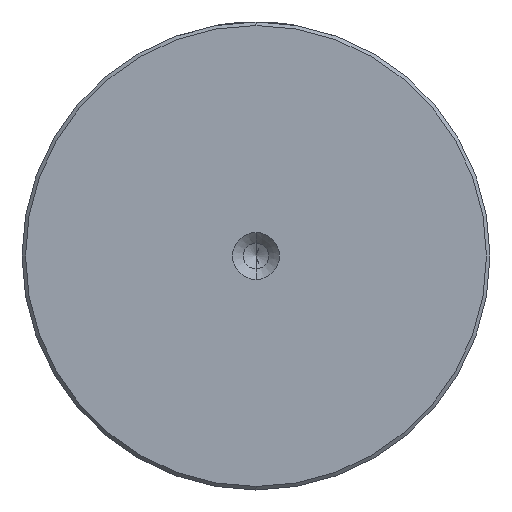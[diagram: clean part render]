
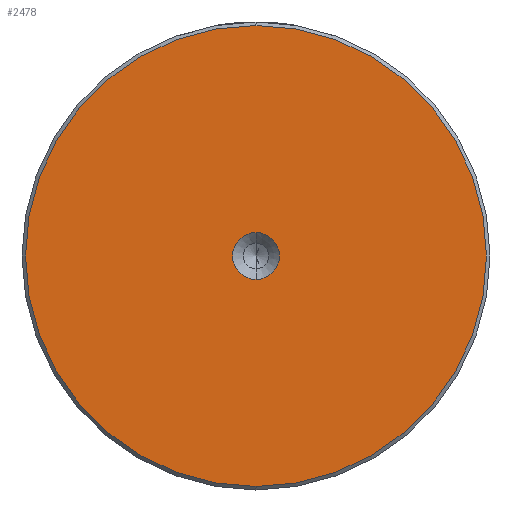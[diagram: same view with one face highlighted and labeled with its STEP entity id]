
A CAD part, left-side view. The second image highlights one B-rep face of the part: STEP entity #2478.
In plain terms, the highlighted planar face has unit normal (-1, 0, 0).
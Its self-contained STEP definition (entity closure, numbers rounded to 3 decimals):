
#64 = DIRECTION ( 'NONE',  ( -1., 0., 0. ) ) ;
#99 = AXIS2_PLACEMENT_3D ( 'NONE', #779, #2142, #974 ) ;
#118 = ORIENTED_EDGE ( 'NONE', *, *, #1425, .T. ) ;
#190 = DIRECTION ( 'NONE',  ( -1., 0., 0. ) ) ;
#194 = AXIS2_PLACEMENT_3D ( 'NONE', #1827, #64, #1452 ) ;
#346 = EDGE_LOOP ( 'NONE', ( #2427, #118 ) ) ;
#446 = CARTESIAN_POINT ( 'NONE',  ( 0., 0., 0. ) ) ;
#629 = CARTESIAN_POINT ( 'NONE',  ( 0., 0., 0. ) ) ;
#650 = DIRECTION ( 'NONE',  ( 0., 0., 1. ) ) ;
#716 = AXIS2_PLACEMENT_3D ( 'NONE', #446, #1814, #650 ) ;
#779 = CARTESIAN_POINT ( 'NONE',  ( 0., 0., 0. ) ) ;
#832 = DIRECTION ( 'NONE',  ( 0., 0., 1. ) ) ;
#920 = CIRCLE ( 'NONE', #1073, 3.3 ) ;
#974 = DIRECTION ( 'NONE',  ( 0., 0., 1. ) ) ;
#991 = VERTEX_POINT ( 'NONE', #1201 ) ;
#1067 = CIRCLE ( 'NONE', #99, 32.5 ) ;
#1073 = AXIS2_PLACEMENT_3D ( 'NONE', #629, #1998, #832 ) ;
#1188 = EDGE_CURVE ( 'NONE', #2508, #1478, #920, .T. ) ;
#1198 = CIRCLE ( 'NONE', #2259, 3.3 ) ;
#1201 = CARTESIAN_POINT ( 'NONE',  ( 0., 0., -32.5 ) ) ;
#1226 = FACE_BOUND ( 'NONE', #2010, .T. ) ;
#1267 = ORIENTED_EDGE ( 'NONE', *, *, #1188, .F. ) ;
#1278 = VERTEX_POINT ( 'NONE', #2064 ) ;
#1373 = CARTESIAN_POINT ( 'NONE',  ( 0., 0., 0. ) ) ;
#1425 = EDGE_CURVE ( 'NONE', #1278, #991, #1590, .T. ) ;
#1452 = DIRECTION ( 'NONE',  ( 0., 0., 1. ) ) ;
#1478 = VERTEX_POINT ( 'NONE', #1820 ) ;
#1567 = DIRECTION ( 'NONE',  ( 0., 0., 1. ) ) ;
#1590 = CIRCLE ( 'NONE', #716, 32.5 ) ;
#1674 = FACE_OUTER_BOUND ( 'NONE', #346, .T. ) ;
#1814 = DIRECTION ( 'NONE',  ( -1., 0., 0. ) ) ;
#1820 = CARTESIAN_POINT ( 'NONE',  ( 0., 0., -3.3 ) ) ;
#1827 = CARTESIAN_POINT ( 'NONE',  ( 0., 0., 0. ) ) ;
#1890 = ORIENTED_EDGE ( 'NONE', *, *, #2227, .F. ) ;
#1998 = DIRECTION ( 'NONE',  ( -1., 0., 0. ) ) ;
#2010 = EDGE_LOOP ( 'NONE', ( #1267, #1890 ) ) ;
#2031 = PLANE ( 'NONE',  #194 ) ;
#2045 = CARTESIAN_POINT ( 'NONE',  ( 0., 0., 3.3 ) ) ;
#2064 = CARTESIAN_POINT ( 'NONE',  ( 0., 0., 32.5 ) ) ;
#2142 = DIRECTION ( 'NONE',  ( -1., 0., 0. ) ) ;
#2227 = EDGE_CURVE ( 'NONE', #1478, #2508, #1198, .T. ) ;
#2259 = AXIS2_PLACEMENT_3D ( 'NONE', #1373, #190, #1567 ) ;
#2276 = EDGE_CURVE ( 'NONE', #991, #1278, #1067, .T. ) ;
#2427 = ORIENTED_EDGE ( 'NONE', *, *, #2276, .T. ) ;
#2478 = ADVANCED_FACE ( 'NONE', ( #1674, #1226 ), #2031, .T. ) ;
#2508 = VERTEX_POINT ( 'NONE', #2045 ) ;
